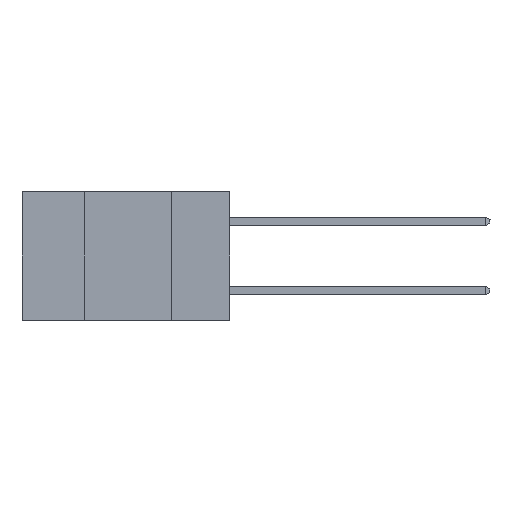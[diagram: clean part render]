
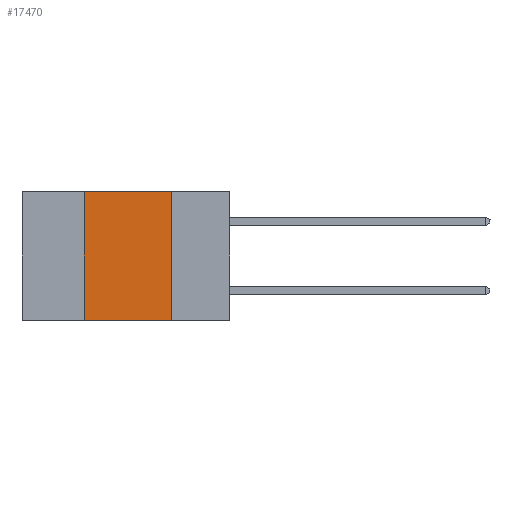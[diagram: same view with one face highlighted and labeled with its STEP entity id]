
A CAD part, left-side view. The second image highlights one B-rep face of the part: STEP entity #17470.
In plain terms, the highlighted planar face has unit normal (-1, 0, 0).
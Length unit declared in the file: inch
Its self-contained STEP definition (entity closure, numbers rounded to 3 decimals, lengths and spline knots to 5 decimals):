
#415 = ORIENTED_EDGE ( 'NONE', *, *, #8219, .F. ) ;
#658 = CARTESIAN_POINT ( 'NONE',  ( 0., 0.17, 0. ) ) ;
#945 = EDGE_CURVE ( 'NONE', #13222, #19172, #3609, .T. ) ;
#1122 = CARTESIAN_POINT ( 'NONE',  ( 0., 0.42, -0.37 ) ) ;
#1864 = ORIENTED_EDGE ( 'NONE', *, *, #10895, .F. ) ;
#1950 = DIRECTION ( 'NONE',  ( 0., -1., 0. ) ) ;
#3451 = ORIENTED_EDGE ( 'NONE', *, *, #945, .F. ) ;
#3528 = VERTEX_POINT ( 'NONE', #1122 ) ;
#3609 = LINE ( 'NONE', #9573, #17065 ) ;
#4359 = VECTOR ( 'NONE', #20093, 39.37008 ) ;
#6058 = CARTESIAN_POINT ( 'NONE',  ( 0., 0.42, 0. ) ) ;
#7397 = CARTESIAN_POINT ( 'NONE',  ( 0., 0.6, 0. ) ) ;
#8219 = EDGE_CURVE ( 'NONE', #9219, #13222, #10541, .T. ) ;
#9219 = VERTEX_POINT ( 'NONE', #6058 ) ;
#9573 = CARTESIAN_POINT ( 'NONE',  ( 0., 0.17, -0.37 ) ) ;
#9909 = DIRECTION ( 'NONE',  ( 0., 0., -1. ) ) ;
#10541 = LINE ( 'NONE', #17459, #14103 ) ;
#10895 = EDGE_CURVE ( 'NONE', #3528, #9219, #15069, .T. ) ;
#10913 = EDGE_CURVE ( 'NONE', #3528, #19172, #18666, .T. ) ;
#11039 = FACE_OUTER_BOUND ( 'NONE', #12194, .T. ) ;
#11078 = CARTESIAN_POINT ( 'NONE',  ( 0., 0.17, -0.37 ) ) ;
#12194 = EDGE_LOOP ( 'NONE', ( #3451, #415, #1864, #20001 ) ) ;
#12791 = VECTOR ( 'NONE', #1950, 39.37008 ) ;
#13222 = VERTEX_POINT ( 'NONE', #658 ) ;
#14103 = VECTOR ( 'NONE', #15839, 39.37008 ) ;
#14263 = PLANE ( 'NONE',  #15812 ) ;
#15069 = LINE ( 'NONE', #20297, #4359 ) ;
#15812 = AXIS2_PLACEMENT_3D ( 'NONE', #7397, #16117, #19274 ) ;
#15839 = DIRECTION ( 'NONE',  ( 0., -1., 0. ) ) ;
#16117 = DIRECTION ( 'NONE',  ( 1., 0., 0. ) ) ;
#17065 = VECTOR ( 'NONE', #9909, 39.37008 ) ;
#17459 = CARTESIAN_POINT ( 'NONE',  ( 0., 0.6, 0. ) ) ;
#17470 = ADVANCED_FACE ( 'NONE', ( #11039 ), #14263, .F. ) ;
#18666 = LINE ( 'NONE', #18765, #12791 ) ;
#18765 = CARTESIAN_POINT ( 'NONE',  ( 0., 0.6, -0.37 ) ) ;
#19172 = VERTEX_POINT ( 'NONE', #11078 ) ;
#19274 = DIRECTION ( 'NONE',  ( 0., 0., -1. ) ) ;
#20001 = ORIENTED_EDGE ( 'NONE', *, *, #10913, .T. ) ;
#20093 = DIRECTION ( 'NONE',  ( 0., 0., 1. ) ) ;
#20297 = CARTESIAN_POINT ( 'NONE',  ( 0., 0.42, -0.37 ) ) ;
